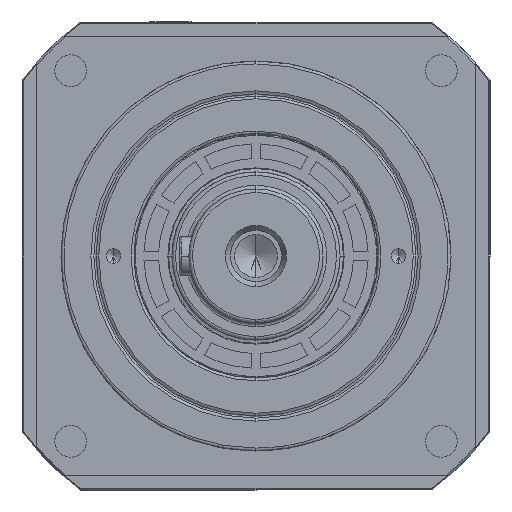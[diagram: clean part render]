
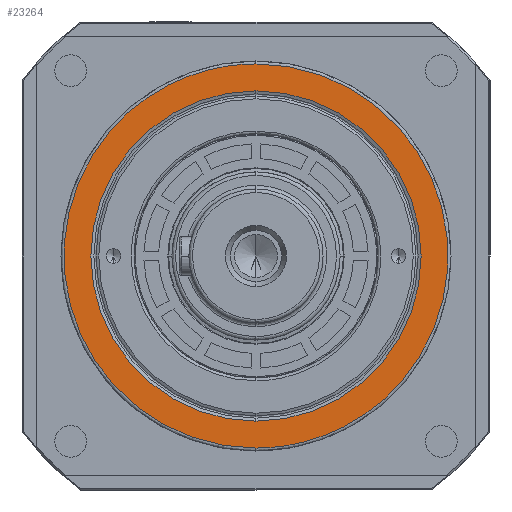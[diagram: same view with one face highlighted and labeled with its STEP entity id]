
A CAD part, left-side view. The second image highlights one B-rep face of the part: STEP entity #23264.
In plain terms, the highlighted planar face has unit normal (-1, 0, 0).
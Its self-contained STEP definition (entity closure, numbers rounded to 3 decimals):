
#380 = AXIS2_PLACEMENT_3D ( 'NONE', #3751, #1863, #9482 ) ;
#593 = CIRCLE ( 'NONE', #18653, 67.75 ) ;
#1010 = DIRECTION ( 'NONE',  ( 1., 0., 0. ) ) ;
#1863 = DIRECTION ( 'NONE',  ( -1., 0., 0. ) ) ;
#3046 = VERTEX_POINT ( 'NONE', #5424 ) ;
#3751 = CARTESIAN_POINT ( 'NONE',  ( -110.5, 0., 0. ) ) ;
#4659 =( BOUNDED_CURVE ( )  B_SPLINE_CURVE ( 3, ( #6374, #14176, #8119, #15823 ),
 .UNSPECIFIED., .F., .T. ) 
 B_SPLINE_CURVE_WITH_KNOTS ( ( 4, 4 ),
 ( 0., 1. ),
 .UNSPECIFIED. ) 
 CURVE ( )  GEOMETRIC_REPRESENTATION_ITEM ( )  RATIONAL_B_SPLINE_CURVE ( ( 1., 0.333, 0.333, 1. ) ) 
 REPRESENTATION_ITEM ( '' )  );
#5424 = CARTESIAN_POINT ( 'NONE',  ( -110.5, 0., -67.75 ) ) ;
#5643 = EDGE_CURVE ( 'NONE', #11335, #21105, #11530, .T. ) ;
#6265 = CARTESIAN_POINT ( 'NONE',  ( -110.5, 0., 0. ) ) ;
#6305 = CARTESIAN_POINT ( 'NONE',  ( -110.5, 0., -78.8 ) ) ;
#6374 = CARTESIAN_POINT ( 'NONE',  ( -110.5, 0., -78.8 ) ) ;
#6854 = VERTEX_POINT ( 'NONE', #9333 ) ;
#7053 = EDGE_LOOP ( 'NONE', ( #12142, #11464 ) ) ;
#7710 = EDGE_CURVE ( 'NONE', #3046, #6854, #593, .T. ) ;
#8119 = CARTESIAN_POINT ( 'NONE',  ( -110.5, 157.6, 78.8 ) ) ;
#8967 = AXIS2_PLACEMENT_3D ( 'NONE', #6265, #1010, #15828 ) ;
#9333 = CARTESIAN_POINT ( 'NONE',  ( -110.5, 0., 67.75 ) ) ;
#9362 = FACE_BOUND ( 'NONE', #7053, .T. ) ;
#9482 = DIRECTION ( 'NONE',  ( 0., 0., 1. ) ) ;
#10970 = CARTESIAN_POINT ( 'NONE',  ( -110.5, -157.6, -78.8 ) ) ;
#11286 = DIRECTION ( 'NONE',  ( 0., 0., 1. ) ) ;
#11335 = VERTEX_POINT ( 'NONE', #22892 ) ;
#11464 = ORIENTED_EDGE ( 'NONE', *, *, #7710, .T. ) ;
#11530 =( BOUNDED_CURVE ( )  B_SPLINE_CURVE ( 3, ( #22904, #13366, #10970, #17135 ),
 .UNSPECIFIED., .F., .T. ) 
 B_SPLINE_CURVE_WITH_KNOTS ( ( 4, 4 ),
 ( 0., 1. ),
 .UNSPECIFIED. ) 
 CURVE ( )  GEOMETRIC_REPRESENTATION_ITEM ( )  RATIONAL_B_SPLINE_CURVE ( ( 1., 0.333, 0.333, 1. ) ) 
 REPRESENTATION_ITEM ( '' )  );
#11533 = DIRECTION ( 'NONE',  ( 1., 0., 0. ) ) ;
#12142 = ORIENTED_EDGE ( 'NONE', *, *, #16988, .T. ) ;
#12242 = ORIENTED_EDGE ( 'NONE', *, *, #15780, .F. ) ;
#12941 = CARTESIAN_POINT ( 'NONE',  ( -110.5, 0., 0. ) ) ;
#13270 = PLANE ( 'NONE',  #380 ) ;
#13366 = CARTESIAN_POINT ( 'NONE',  ( -110.5, -157.6, 78.8 ) ) ;
#14176 = CARTESIAN_POINT ( 'NONE',  ( -110.5, 157.6, -78.8 ) ) ;
#15780 = EDGE_CURVE ( 'NONE', #21105, #11335, #4659, .T. ) ;
#15823 = CARTESIAN_POINT ( 'NONE',  ( -110.5, 0., 78.8 ) ) ;
#15828 = DIRECTION ( 'NONE',  ( 0., 0., 1. ) ) ;
#15832 = CIRCLE ( 'NONE', #8967, 67.75 ) ;
#16988 = EDGE_CURVE ( 'NONE', #6854, #3046, #15832, .T. ) ;
#17135 = CARTESIAN_POINT ( 'NONE',  ( -110.5, 0., -78.8 ) ) ;
#17899 = ORIENTED_EDGE ( 'NONE', *, *, #5643, .F. ) ;
#18653 = AXIS2_PLACEMENT_3D ( 'NONE', #12941, #11533, #11286 ) ;
#20046 = EDGE_LOOP ( 'NONE', ( #12242, #17899 ) ) ;
#21105 = VERTEX_POINT ( 'NONE', #6305 ) ;
#22822 = FACE_OUTER_BOUND ( 'NONE', #20046, .T. ) ;
#22892 = CARTESIAN_POINT ( 'NONE',  ( -110.5, 0., 78.8 ) ) ;
#22904 = CARTESIAN_POINT ( 'NONE',  ( -110.5, 0., 78.8 ) ) ;
#23264 = ADVANCED_FACE ( 'NONE', ( #9362, #22822 ), #13270, .T. ) ;
